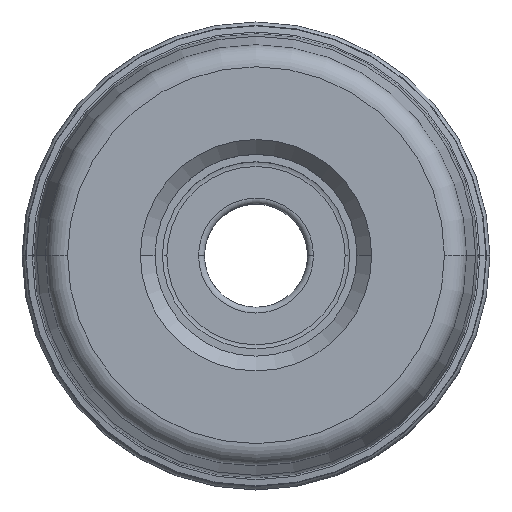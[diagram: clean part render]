
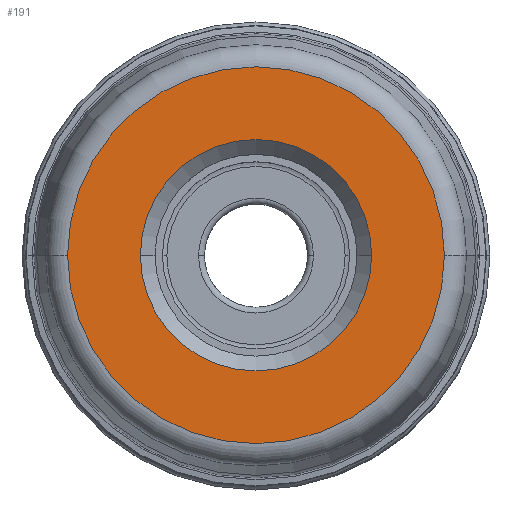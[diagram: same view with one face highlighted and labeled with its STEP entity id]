
A CAD part, top view. The second image highlights one B-rep face of the part: STEP entity #191.
In plain terms, the highlighted planar face has unit normal (0, 0, 1).
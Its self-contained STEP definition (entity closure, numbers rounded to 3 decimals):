
#28=PLANE('',#1708);
#34=FACE_BOUND('',#357,.T.);
#35=FACE_BOUND('',#358,.T.);
#191=ADVANCED_FACE('',(#34,#35),#28,.F.);
#357=EDGE_LOOP('',(#593,#594,#595,#596));
#358=EDGE_LOOP('',(#597,#598,#599,#600));
#593=ORIENTED_EDGE('',*,*,#1077,.F.);
#594=ORIENTED_EDGE('',*,*,#1076,.F.);
#595=ORIENTED_EDGE('',*,*,#1072,.F.);
#596=ORIENTED_EDGE('',*,*,#1071,.F.);
#597=ORIENTED_EDGE('',*,*,#1078,.F.);
#598=ORIENTED_EDGE('',*,*,#1079,.F.);
#599=ORIENTED_EDGE('',*,*,#1080,.F.);
#600=ORIENTED_EDGE('',*,*,#1081,.F.);
#893=VERTEX_POINT('',#3614);
#894=VERTEX_POINT('',#3616);
#895=VERTEX_POINT('',#3618);
#897=VERTEX_POINT('',#3625);
#898=VERTEX_POINT('',#3629);
#899=VERTEX_POINT('',#3630);
#900=VERTEX_POINT('',#3632);
#901=VERTEX_POINT('',#3634);
#1071=EDGE_CURVE('',#893,#894,#1307,.T.);
#1072=EDGE_CURVE('',#894,#895,#1308,.T.);
#1076=EDGE_CURVE('',#895,#897,#1312,.T.);
#1077=EDGE_CURVE('',#897,#893,#1313,.T.);
#1078=EDGE_CURVE('',#898,#899,#1314,.T.);
#1079=EDGE_CURVE('',#900,#898,#1315,.T.);
#1080=EDGE_CURVE('',#901,#900,#1316,.T.);
#1081=EDGE_CURVE('',#899,#901,#1317,.T.);
#1307=CIRCLE('',#1695,12.788);
#1308=CIRCLE('',#1696,12.788);
#1312=CIRCLE('',#1701,12.788);
#1313=CIRCLE('',#1702,12.788);
#1314=CIRCLE('',#1704,7.85);
#1315=CIRCLE('',#1705,7.85);
#1316=CIRCLE('',#1706,7.85);
#1317=CIRCLE('',#1707,7.85);
#1695=AXIS2_PLACEMENT_3D('',#3615,#2072,#2073);
#1696=AXIS2_PLACEMENT_3D('',#3617,#2074,#2075);
#1701=AXIS2_PLACEMENT_3D('',#3624,#2084,#2085);
#1702=AXIS2_PLACEMENT_3D('',#3626,#2086,#2087);
#1704=AXIS2_PLACEMENT_3D('',#3628,#2090,#2091);
#1705=AXIS2_PLACEMENT_3D('',#3631,#2092,#2093);
#1706=AXIS2_PLACEMENT_3D('',#3633,#2094,#2095);
#1707=AXIS2_PLACEMENT_3D('',#3635,#2096,#2097);
#1708=AXIS2_PLACEMENT_3D('',#3636,#2098,#2099);
#2072=DIRECTION('',(0.,0.,-1.));
#2073=DIRECTION('',(1.,0.,0.));
#2074=DIRECTION('',(0.,0.,-1.));
#2075=DIRECTION('',(1.,-0.002,0.));
#2084=DIRECTION('',(0.,0.,-1.));
#2085=DIRECTION('',(-1.,0.,0.));
#2086=DIRECTION('',(0.,0.,-1.));
#2087=DIRECTION('',(-1.,0.002,0.));
#2090=DIRECTION('',(0.,0.,1.));
#2091=DIRECTION('',(0.,-1.,0.));
#2092=DIRECTION('',(0.,0.,1.));
#2093=DIRECTION('',(-1.,0.,0.));
#2094=DIRECTION('',(0.,0.,1.));
#2095=DIRECTION('',(0.,1.,0.));
#2096=DIRECTION('',(0.,0.,1.));
#2097=DIRECTION('',(1.,0.,0.));
#2098=DIRECTION('',(0.,0.,-1.));
#2099=DIRECTION('',(-1.,0.,0.));
#3614=CARTESIAN_POINT('',(12.788,0.,0.));
#3615=CARTESIAN_POINT('',(0.,0.,0.));
#3616=CARTESIAN_POINT('',(12.787,-0.02,0.));
#3617=CARTESIAN_POINT('',(0.,0.,0.));
#3618=CARTESIAN_POINT('',(-12.788,0.,0.));
#3624=CARTESIAN_POINT('',(0.,0.,0.));
#3625=CARTESIAN_POINT('',(-12.787,0.02,0.));
#3626=CARTESIAN_POINT('',(0.,0.,0.));
#3628=CARTESIAN_POINT('',(0.,0.,0.));
#3629=CARTESIAN_POINT('',(0.,-7.85,0.));
#3630=CARTESIAN_POINT('',(7.85,0.,0.));
#3631=CARTESIAN_POINT('',(0.,0.,0.));
#3632=CARTESIAN_POINT('',(-7.85,0.,0.));
#3633=CARTESIAN_POINT('',(0.,0.,0.));
#3634=CARTESIAN_POINT('',(0.,7.85,0.));
#3635=CARTESIAN_POINT('',(0.,0.,0.));
#3636=CARTESIAN_POINT('',(0.,0.,0.));
